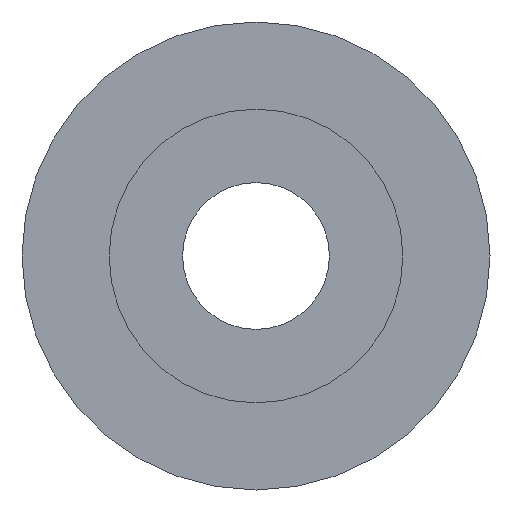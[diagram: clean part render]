
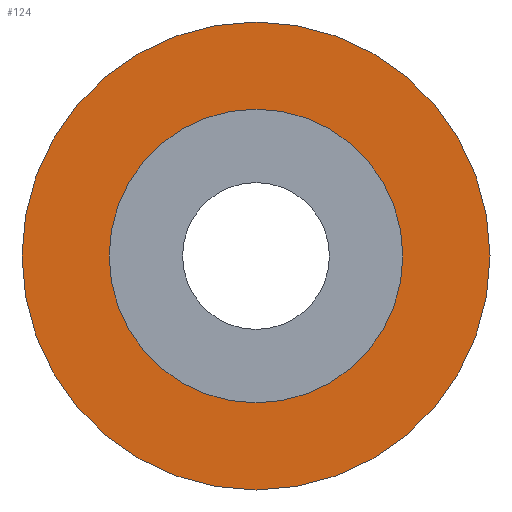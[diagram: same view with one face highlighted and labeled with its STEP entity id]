
A CAD part, left-side view. The second image highlights one B-rep face of the part: STEP entity #124.
In plain terms, the highlighted planar face has unit normal (-1, 0, 0).
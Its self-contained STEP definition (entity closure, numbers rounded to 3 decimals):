
#85=CARTESIAN_POINT('',(-10.,-0.,-8.));
#86=VERTEX_POINT('',#85);
#95=CARTESIAN_POINT('',(-10.,0.,0.));
#96=DIRECTION('',(1.,0.,0.));
#97=DIRECTION('',(0.,0.,-1.));
#98=AXIS2_PLACEMENT_3D('',#95,#96,#97);
#99=CIRCLE('',#98,8.);
#100=EDGE_CURVE('',#86,#86,#99,.T.);
#105=CARTESIAN_POINT('',(-10.,0.,12.75));
#106=DIRECTION('',(-1.,0.,0.));
#107=DIRECTION('',(0.,0.,1.));
#108=AXIS2_PLACEMENT_3D('',#105,#106,#107);
#109=PLANE('',#108);
#110=ORIENTED_EDGE('',*,*,#100,.T.);
#111=EDGE_LOOP('',(#110));
#112=FACE_BOUND('',#111,.T.);
#113=CARTESIAN_POINT('',(-10.,-0.,-12.75));
#114=VERTEX_POINT('',#113);
#115=CARTESIAN_POINT('',(-10.,0.,0.));
#116=DIRECTION('',(1.,0.,0.));
#117=DIRECTION('',(0.,0.,-1.));
#118=AXIS2_PLACEMENT_3D('',#115,#116,#117);
#119=CIRCLE('',#118,12.75);
#120=EDGE_CURVE('',#114,#114,#119,.T.);
#121=ORIENTED_EDGE('',*,*,#120,.F.);
#122=EDGE_LOOP('',(#121));
#123=FACE_BOUND('',#122,.T.);
#124=ADVANCED_FACE('',(#112,#123),#109,.T.);
